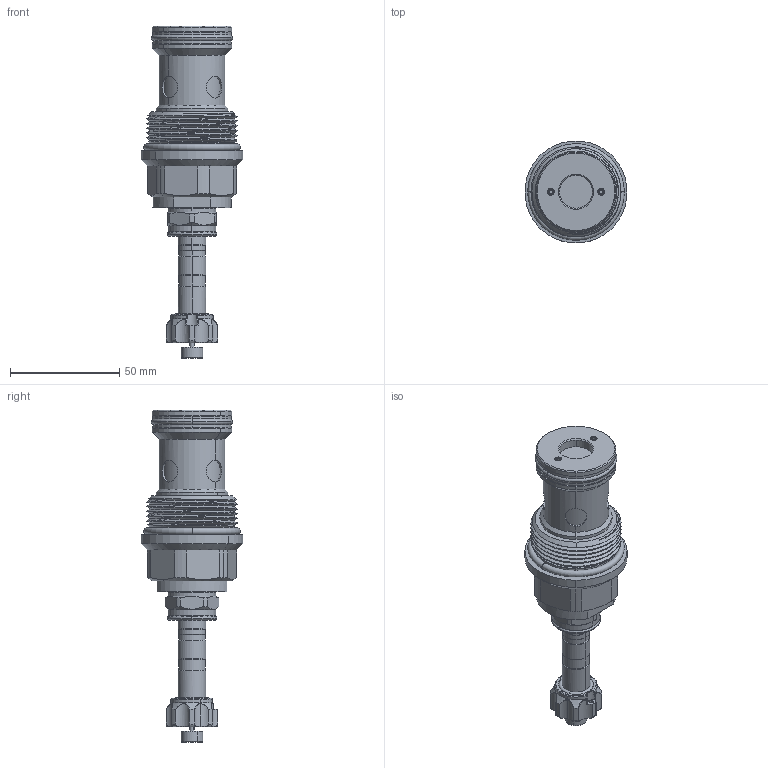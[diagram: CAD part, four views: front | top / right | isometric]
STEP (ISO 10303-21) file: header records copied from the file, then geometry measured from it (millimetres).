
FILE_DESCRIPTION (( 'STEP AP203' ), '1' );
FILE_NAME ('EP20W2A05P95.STEP', '2021-03-11T01:58:28', ( '' ), ( '' ), 'SwSTEP 2.0', 'SolidWorks 2018', '' );
FILE_SCHEMA (( 'CONFIG_CONTROL_DESIGN' ));
Length unit declared in the file: millimetre
Products named in the file (1): EP20W2A05P95
Bounding box: 46.62 x 46.62 x 151.95 mm (x, y, z)
Volume: 101415.5 mm3; surface area: 22575.4 mm2
Topology: 4 solids, 4 shells, 339 faces, 815 edges, 496 vertices
Faces by surface type: cylinder 146, plane 58, cone 53, torus 41, bspline 41
Entity records: 15344 total; most frequent: CARTESIAN_POINT 7685, ORIENTED_EDGE 1626, DIRECTION 1572, EDGE_CURVE 813, AXIS2_PLACEMENT_3D 659, VERTEX_POINT 496, EDGE_LOOP 361, CIRCLE 360
